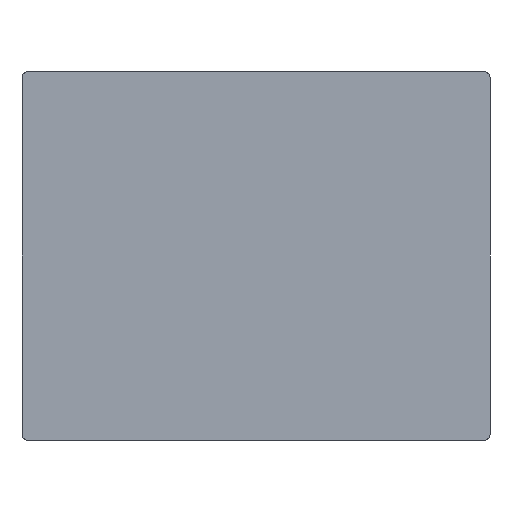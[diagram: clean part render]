
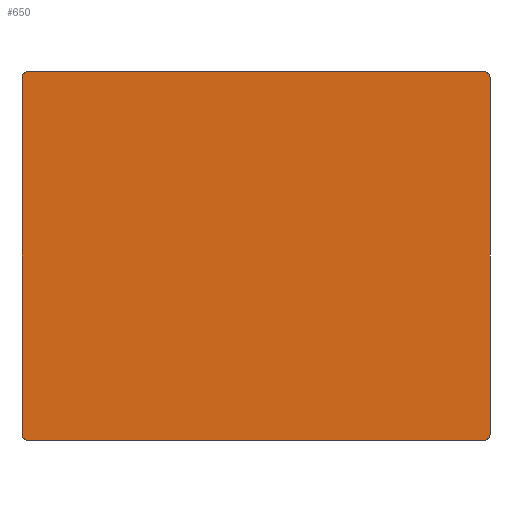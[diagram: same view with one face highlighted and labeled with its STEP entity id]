
A CAD part, front view. The second image highlights one B-rep face of the part: STEP entity #650.
In plain terms, the highlighted planar face has unit normal (0, -1, 0).
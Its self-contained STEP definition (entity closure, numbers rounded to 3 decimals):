
#3 = EDGE_CURVE ( 'NONE', #171, #686, #53, .T. ) ;
#27 = DIRECTION ( 'NONE',  ( 0., 0., -1. ) ) ;
#36 = CARTESIAN_POINT ( 'NONE',  ( -19.82, 0., 15.5 ) ) ;
#38 = DIRECTION ( 'NONE',  ( 0., -1., 0. ) ) ;
#46 = VERTEX_POINT ( 'NONE', #351 ) ;
#53 = CIRCLE ( 'NONE', #68, 0.5 ) ;
#68 = AXIS2_PLACEMENT_3D ( 'NONE', #249, #341, #27 ) ;
#76 = CARTESIAN_POINT ( 'NONE',  ( 20.32, 0., -15.5 ) ) ;
#80 = VECTOR ( 'NONE', #342, 1000. ) ;
#93 = CARTESIAN_POINT ( 'NONE',  ( -20.32, 0., 15.5 ) ) ;
#97 = CIRCLE ( 'NONE', #243, 0.5 ) ;
#105 = EDGE_CURVE ( 'NONE', #423, #584, #97, .T. ) ;
#123 = CARTESIAN_POINT ( 'NONE',  ( -19.82, 0., -16. ) ) ;
#124 = DIRECTION ( 'NONE',  ( 0., -1., 0. ) ) ;
#131 = CIRCLE ( 'NONE', #616, 0.5 ) ;
#134 = VERTEX_POINT ( 'NONE', #679 ) ;
#145 = VERTEX_POINT ( 'NONE', #93 ) ;
#153 = EDGE_LOOP ( 'NONE', ( #680, #575, #173, #442, #179, #496, #219, #539 ) ) ;
#166 = DIRECTION ( 'NONE',  ( 0., -1., 0. ) ) ;
#168 = EDGE_CURVE ( 'NONE', #134, #145, #253, .T. ) ;
#171 = VERTEX_POINT ( 'NONE', #268 ) ;
#173 = ORIENTED_EDGE ( 'NONE', *, *, #484, .F. ) ;
#179 = ORIENTED_EDGE ( 'NONE', *, *, #479, .F. ) ;
#180 = CARTESIAN_POINT ( 'NONE',  ( -20.32, 0., -16. ) ) ;
#183 = LINE ( 'NONE', #500, #375 ) ;
#189 = DIRECTION ( 'NONE',  ( 0., 0., -1. ) ) ;
#219 = ORIENTED_EDGE ( 'NONE', *, *, #227, .F. ) ;
#227 = EDGE_CURVE ( 'NONE', #46, #584, #529, .T. ) ;
#243 = AXIS2_PLACEMENT_3D ( 'NONE', #672, #38, #189 ) ;
#249 = CARTESIAN_POINT ( 'NONE',  ( 19.82, 0., -15.5 ) ) ;
#253 = LINE ( 'NONE', #357, #660 ) ;
#268 = CARTESIAN_POINT ( 'NONE',  ( 19.82, 0., -16. ) ) ;
#271 = CARTESIAN_POINT ( 'NONE',  ( -19.82, 0., -15.5 ) ) ;
#315 = CARTESIAN_POINT ( 'NONE',  ( 20.32, 0., 15.5 ) ) ;
#317 = FACE_OUTER_BOUND ( 'NONE', #153, .T. ) ;
#332 = CARTESIAN_POINT ( 'NONE',  ( 19.82, 0., 16. ) ) ;
#333 = AXIS2_PLACEMENT_3D ( 'NONE', #339, #614, #555 ) ;
#339 = CARTESIAN_POINT ( 'NONE',  ( 0., 0., 0. ) ) ;
#341 = DIRECTION ( 'NONE',  ( 0., -1., 0. ) ) ;
#342 = DIRECTION ( 'NONE',  ( -1., 0., 0. ) ) ;
#343 = EDGE_CURVE ( 'NONE', #134, #356, #476, .T. ) ;
#351 = CARTESIAN_POINT ( 'NONE',  ( -19.82, 0., 16. ) ) ;
#356 = VERTEX_POINT ( 'NONE', #123 ) ;
#357 = CARTESIAN_POINT ( 'NONE',  ( -20.32, 0., 16. ) ) ;
#375 = VECTOR ( 'NONE', #436, 1000. ) ;
#415 = DIRECTION ( 'NONE',  ( 0., 0., 1. ) ) ;
#420 = PLANE ( 'NONE',  #333 ) ;
#423 = VERTEX_POINT ( 'NONE', #315 ) ;
#436 = DIRECTION ( 'NONE',  ( 0., 0., -1. ) ) ;
#439 = DIRECTION ( 'NONE',  ( 0., 0., -1. ) ) ;
#442 = ORIENTED_EDGE ( 'NONE', *, *, #3, .T. ) ;
#473 = CARTESIAN_POINT ( 'NONE',  ( -20.32, 0., 16. ) ) ;
#476 = CIRCLE ( 'NONE', #581, 0.5 ) ;
#479 = EDGE_CURVE ( 'NONE', #423, #686, #183, .T. ) ;
#484 = EDGE_CURVE ( 'NONE', #171, #356, #664, .T. ) ;
#496 = ORIENTED_EDGE ( 'NONE', *, *, #105, .T. ) ;
#500 = CARTESIAN_POINT ( 'NONE',  ( 20.32, 0., 16. ) ) ;
#504 = EDGE_CURVE ( 'NONE', #46, #145, #131, .T. ) ;
#529 = LINE ( 'NONE', #473, #690 ) ;
#539 = ORIENTED_EDGE ( 'NONE', *, *, #504, .T. ) ;
#555 = DIRECTION ( 'NONE',  ( 0., 0., -1. ) ) ;
#575 = ORIENTED_EDGE ( 'NONE', *, *, #343, .T. ) ;
#581 = AXIS2_PLACEMENT_3D ( 'NONE', #271, #166, #655 ) ;
#584 = VERTEX_POINT ( 'NONE', #332 ) ;
#614 = DIRECTION ( 'NONE',  ( 0., -1., 0. ) ) ;
#616 = AXIS2_PLACEMENT_3D ( 'NONE', #36, #124, #439 ) ;
#650 = ADVANCED_FACE ( 'NONE', ( #317 ), #420, .T. ) ;
#655 = DIRECTION ( 'NONE',  ( 0., 0., -1. ) ) ;
#660 = VECTOR ( 'NONE', #415, 1000. ) ;
#664 = LINE ( 'NONE', #180, #80 ) ;
#672 = CARTESIAN_POINT ( 'NONE',  ( 19.82, 0., 15.5 ) ) ;
#679 = CARTESIAN_POINT ( 'NONE',  ( -20.32, 0., -15.5 ) ) ;
#680 = ORIENTED_EDGE ( 'NONE', *, *, #168, .F. ) ;
#686 = VERTEX_POINT ( 'NONE', #76 ) ;
#688 = DIRECTION ( 'NONE',  ( 1., 0., 0. ) ) ;
#690 = VECTOR ( 'NONE', #688, 1000. ) ;
